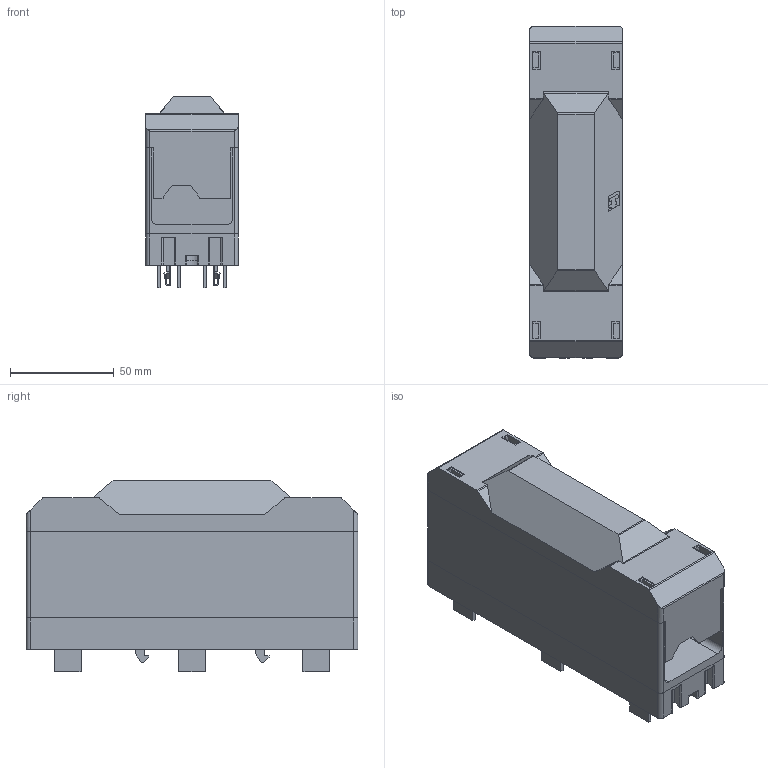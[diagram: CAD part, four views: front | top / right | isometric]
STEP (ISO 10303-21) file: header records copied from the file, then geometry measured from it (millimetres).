
FILE_DESCRIPTION(('STEP AP214'),'1');
FILE_NAME('cctmp_E6C37374-1120-40C5-8C06-FC7DB1CF8177_2024_09_27_08_01_52_0495..stp','2024-09-27T06:01:53',('SIEMENS A&D'),('CADClick - www.CADClick.com'),'Spatial InterOp 3D',' ','unknown authorization');
FILE_SCHEMA(('AUTOMOTIVE_DESIGN'));
Length unit declared in the file: millimetre
Products named in the file (8): cc_unnamed; 8US2933-3LE00_6; 8US2933-3LE00_5; 8US2933-3LE00_4; 8US2933-3LE00_3; 8US2933-3LE00_2; 8US2933-3LE00_1; 8US2933-3LE00
Assembly tree (7 placements, depth 2):
  cc_unnamed
    8US2933-3LE00_6
    8US2933-3LE00_5
    8US2933-3LE00_4
    8US2933-3LE00_3
    8US2933-3LE00_2
    8US2933-3LE00_1
    8US2933-3LE00
Bounding box: 44.7 x 160 x 92.5 mm (x, y, z)
Volume: 445651.6 mm3; surface area: 115591.3 mm2
Topology: 12 solids, 12 shells, 1022 faces, 2905 edges, 1932 vertices
Faces by surface type: plane 845, cylinder 177
Entity records: 41718 total; most frequent: CARTESIAN_POINT 6229, ORIENTED_EDGE 5810, DIRECTION 5325, EDGE_CURVE 2905, LINE 2497, VECTOR 2497, VERTEX_POINT 1932, AXIS2_PLACEMENT_3D 1414
